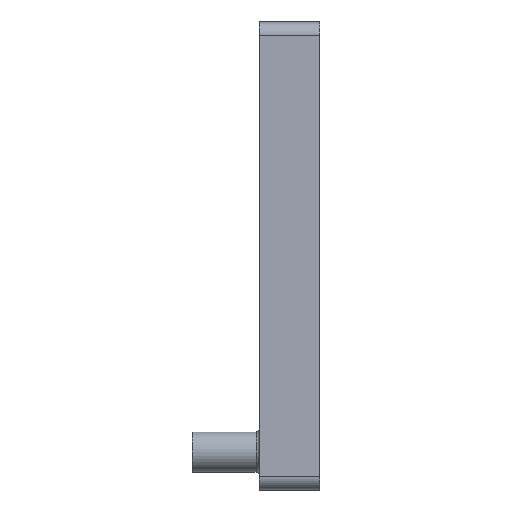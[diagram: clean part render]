
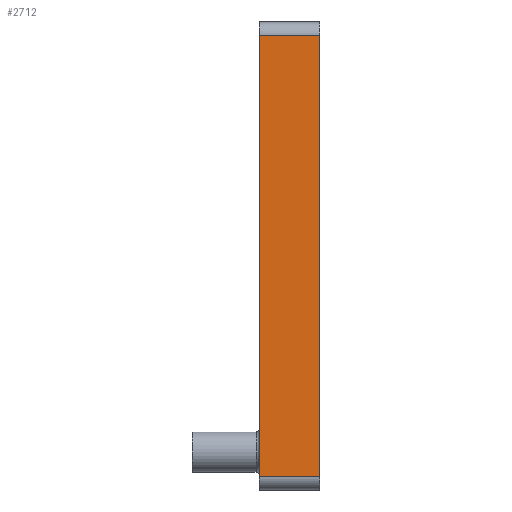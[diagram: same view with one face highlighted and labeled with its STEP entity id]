
A CAD part, left-side view. The second image highlights one B-rep face of the part: STEP entity #2712.
In plain terms, the highlighted planar face has unit normal (-1, 0, 0).
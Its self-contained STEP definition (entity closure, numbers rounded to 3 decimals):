
#148=PLANE('',#2960);
#295=FACE_OUTER_BOUND('',#478,.T.);
#478=EDGE_LOOP('',(#2141,#2142,#2143,#2144));
#626=LINE('',#3851,#886);
#703=LINE('',#4404,#963);
#720=LINE('',#4461,#980);
#721=LINE('',#4462,#981);
#886=VECTOR('',#3173,1000.);
#963=VECTOR('',#3342,1000.);
#980=VECTOR('',#3391,1000.);
#981=VECTOR('',#3392,1000.);
#1246=VERTEX_POINT('',#3849);
#1247=VERTEX_POINT('',#3850);
#1353=VERTEX_POINT('',#4401);
#1354=VERTEX_POINT('',#4403);
#1524=EDGE_CURVE('',#1246,#1247,#626,.T.);
#1647=EDGE_CURVE('',#1354,#1353,#703,.T.);
#1677=EDGE_CURVE('',#1247,#1353,#720,.T.);
#1678=EDGE_CURVE('',#1354,#1246,#721,.T.);
#2141=ORIENTED_EDGE('',*,*,#1647,.T.);
#2142=ORIENTED_EDGE('',*,*,#1677,.F.);
#2143=ORIENTED_EDGE('',*,*,#1524,.F.);
#2144=ORIENTED_EDGE('',*,*,#1678,.F.);
#2712=ADVANCED_FACE('',(#295),#148,.F.);
#2960=AXIS2_PLACEMENT_3D('',#4460,#3389,#3390);
#3173=DIRECTION('',(0.,0.,-1.));
#3342=DIRECTION('',(0.,0.,-1.));
#3389=DIRECTION('center_axis',(1.,0.,0.));
#3390=DIRECTION('ref_axis',(0.,0.,1.));
#3391=DIRECTION('',(0.,1.,0.));
#3392=DIRECTION('',(0.,-1.,0.));
#3849=CARTESIAN_POINT('',(78.5,0.,-2.));
#3850=CARTESIAN_POINT('',(78.5,0.,-68.));
#3851=CARTESIAN_POINT('',(78.5,0.,0.));
#4401=CARTESIAN_POINT('',(78.5,9.,-68.));
#4403=CARTESIAN_POINT('',(78.5,9.,-2.));
#4404=CARTESIAN_POINT('',(78.5,9.,0.));
#4460=CARTESIAN_POINT('Origin',(78.5,9.,0.));
#4461=CARTESIAN_POINT('',(78.5,9.,-68.));
#4462=CARTESIAN_POINT('',(78.5,9.,-2.));
